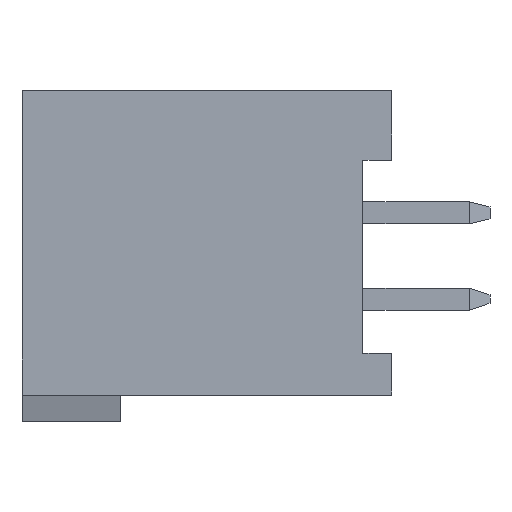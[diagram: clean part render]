
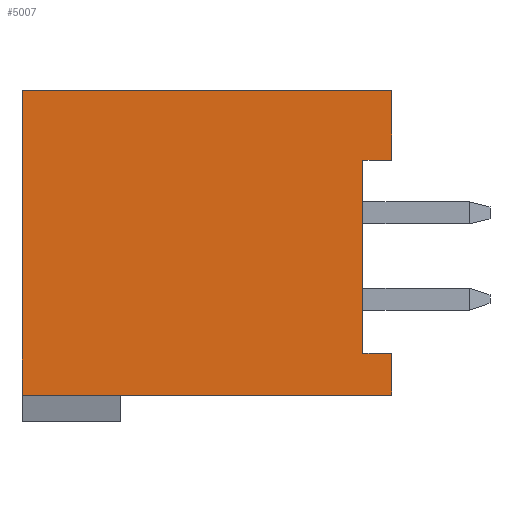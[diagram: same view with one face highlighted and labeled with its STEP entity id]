
A CAD part, left-side view. The second image highlights one B-rep face of the part: STEP entity #5007.
In plain terms, the highlighted planar face has unit normal (-1, 0, 0).
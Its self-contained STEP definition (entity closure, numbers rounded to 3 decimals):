
#645=DIRECTION('',(0.,0.,1.));
#646=VECTOR('',#645,2.05);
#647=CARTESIAN_POINT('',(-11.33,-5.45,2.825));
#648=LINE('',#647,#646);
#665=DIRECTION('',(0.,0.,1.));
#666=VECTOR('',#665,1.225);
#667=CARTESIAN_POINT('',(-11.33,-5.45,-4.1));
#668=LINE('',#667,#666);
#689=DIRECTION('',(0.,-1.,0.));
#690=VECTOR('',#689,10.9);
#691=CARTESIAN_POINT('',(-11.33,5.45,-4.1));
#692=LINE('',#691,#690);
#693=DIRECTION('',(0.,0.,1.));
#694=VECTOR('',#693,8.975);
#695=CARTESIAN_POINT('',(-11.33,5.45,-4.1));
#696=LINE('',#695,#694);
#697=DIRECTION('',(0.,1.,0.));
#698=VECTOR('',#697,0.85);
#699=CARTESIAN_POINT('',(-11.33,-5.45,2.825));
#700=LINE('',#699,#698);
#701=DIRECTION('',(0.,0.,1.));
#702=VECTOR('',#701,5.7);
#703=CARTESIAN_POINT('',(-11.33,-4.6,-2.875));
#704=LINE('',#703,#702);
#705=DIRECTION('',(0.,1.,0.));
#706=VECTOR('',#705,0.85);
#707=CARTESIAN_POINT('',(-11.33,-5.45,-2.875));
#708=LINE('',#707,#706);
#713=DIRECTION('',(0.,-1.,0.));
#714=VECTOR('',#713,10.9);
#715=CARTESIAN_POINT('',(-11.33,5.45,4.875));
#716=LINE('',#715,#714);
#3225=CARTESIAN_POINT('',(-11.33,5.45,4.875));
#3226=CARTESIAN_POINT('',(-11.33,-5.45,4.875));
#3227=VERTEX_POINT('',#3225);
#3228=VERTEX_POINT('',#3226);
#3245=CARTESIAN_POINT('',(-11.33,-5.45,-2.875));
#3246=CARTESIAN_POINT('',(-11.33,-4.6,-2.875));
#3247=VERTEX_POINT('',#3245);
#3248=VERTEX_POINT('',#3246);
#3249=CARTESIAN_POINT('',(-11.33,-4.6,2.825));
#3250=VERTEX_POINT('',#3249);
#3251=CARTESIAN_POINT('',(-11.33,-5.45,2.825));
#3252=VERTEX_POINT('',#3251);
#3339=CARTESIAN_POINT('',(-11.33,5.45,-4.1));
#3340=CARTESIAN_POINT('',(-11.33,-5.45,-4.1));
#3341=VERTEX_POINT('',#3339);
#3342=VERTEX_POINT('',#3340);
#4990=CARTESIAN_POINT('',(-11.33,5.45,-4.875));
#4991=DIRECTION('',(-1.,0.,0.));
#4992=DIRECTION('',(0.,-1.,0.));
#4993=AXIS2_PLACEMENT_3D('',#4990,#4991,#4992);
#4994=PLANE('',#4993);
#4995=ORIENTED_EDGE('',*,*,#4415,.F.);
#4996=ORIENTED_EDGE('',*,*,#4303,.T.);
#4998=ORIENTED_EDGE('',*,*,#4997,.T.);
#4999=ORIENTED_EDGE('',*,*,#4942,.F.);
#5000=ORIENTED_EDGE('',*,*,#4683,.T.);
#5001=ORIENTED_EDGE('',*,*,#4724,.F.);
#5003=ORIENTED_EDGE('',*,*,#5002,.F.);
#5004=ORIENTED_EDGE('',*,*,#4969,.F.);
#5005=EDGE_LOOP('',(#4995,#4996,#4998,#4999,#5000,#5001,#5003,#5004));
#5006=FACE_OUTER_BOUND('',#5005,.F.);
#5007=ADVANCED_FACE('',(#5006),#4994,.T.);
#4303=EDGE_CURVE('',#3341,#3227,#696,.T.);
#4415=EDGE_CURVE('',#3341,#3342,#692,.T.);
#4683=EDGE_CURVE('',#3252,#3250,#700,.T.);
#4724=EDGE_CURVE('',#3248,#3250,#704,.T.);
#4942=EDGE_CURVE('',#3252,#3228,#648,.T.);
#4969=EDGE_CURVE('',#3342,#3247,#668,.T.);
#4997=EDGE_CURVE('',#3227,#3228,#716,.T.);
#5002=EDGE_CURVE('',#3247,#3248,#708,.T.);
